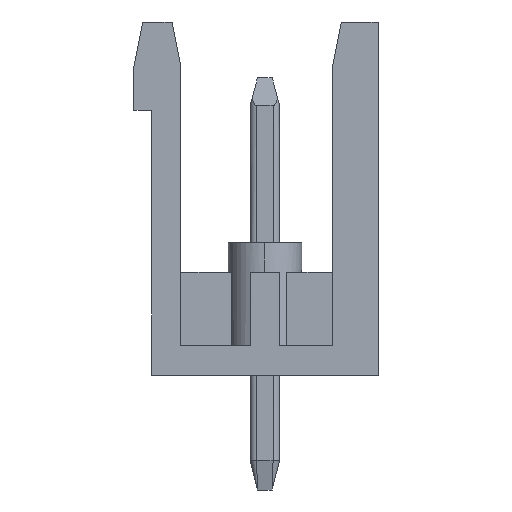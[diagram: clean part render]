
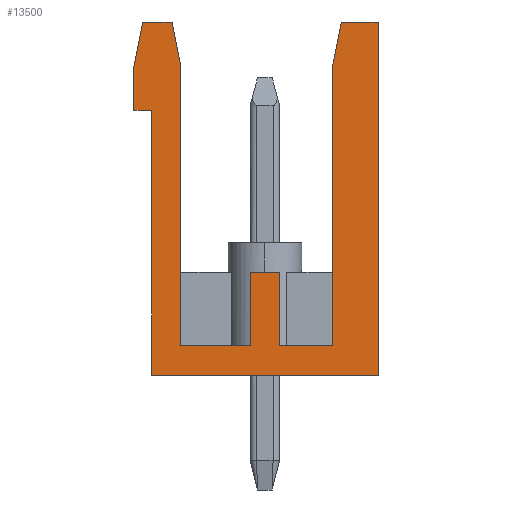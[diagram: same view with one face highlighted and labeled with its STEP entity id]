
A CAD part, left-side view. The second image highlights one B-rep face of the part: STEP entity #13500.
In plain terms, the highlighted planar face has unit normal (-1, 0, 0).
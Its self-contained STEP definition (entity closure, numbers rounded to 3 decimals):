
#11072=CARTESIAN_POINT('',(-25.4,-2.3,6.));
#11073=VERTEX_POINT('',#11072);
#11080=CARTESIAN_POINT('',(-25.4,-2.6,7.5));
#11081=VERTEX_POINT('',#11080);
#11082=CARTESIAN_POINT('',(-25.4,-2.3,6.));
#11083=DIRECTION('',(0.,-0.196,0.981));
#11084=VECTOR('',#11083,1.53);
#11085=LINE('',#11082,#11084);
#11086=EDGE_CURVE('',#11073,#11081,#11085,.T.);
#11104=CARTESIAN_POINT('',(-25.4,3.15,7.5));
#11105=VERTEX_POINT('',#11104);
#11112=CARTESIAN_POINT('',(-25.4,2.85,6.));
#11113=VERTEX_POINT('',#11112);
#11114=CARTESIAN_POINT('',(-25.4,3.15,7.5));
#11115=DIRECTION('',(0.,-0.196,-0.981));
#11116=VECTOR('',#11115,1.53);
#11117=LINE('',#11114,#11116);
#11118=EDGE_CURVE('',#11105,#11113,#11117,.T.);
#11817=CARTESIAN_POINT('',(-25.4,-2.3,-3.5));
#11818=VERTEX_POINT('',#11817);
#11825=CARTESIAN_POINT('',(-25.4,-2.3,-3.5));
#11826=DIRECTION('',(0.,0.,1.));
#11827=VECTOR('',#11826,9.5);
#11828=LINE('',#11825,#11827);
#11829=EDGE_CURVE('',#11818,#11073,#11828,.T.);
#11842=CARTESIAN_POINT('',(-25.4,-0.5,-3.5));
#11843=VERTEX_POINT('',#11842);
#11850=CARTESIAN_POINT('',(-25.4,-0.5,-3.5));
#11851=DIRECTION('',(0.,-1.,0.));
#11852=VECTOR('',#11851,1.8);
#11853=LINE('',#11850,#11852);
#11854=EDGE_CURVE('',#11843,#11818,#11853,.T.);
#11884=CARTESIAN_POINT('',(-25.4,-0.5,-1.));
#11885=VERTEX_POINT('',#11884);
#11892=CARTESIAN_POINT('',(-25.4,-0.5,-1.));
#11893=DIRECTION('',(0.,0.,-1.));
#11894=VECTOR('',#11893,2.5);
#11895=LINE('',#11892,#11894);
#11896=EDGE_CURVE('',#11885,#11843,#11895,.T.);
#11915=CARTESIAN_POINT('',(-25.4,0.5,-1.));
#11916=VERTEX_POINT('',#11915);
#11923=CARTESIAN_POINT('',(-25.4,0.5,-1.));
#11924=DIRECTION('',(0.,-1.,0.));
#11925=VECTOR('',#11924,1.);
#11926=LINE('',#11923,#11925);
#11927=EDGE_CURVE('',#11916,#11885,#11926,.T.);
#11956=CARTESIAN_POINT('',(-25.4,0.5,-3.5));
#11957=VERTEX_POINT('',#11956);
#11964=CARTESIAN_POINT('',(-25.4,0.5,-3.5));
#11965=DIRECTION('',(0.,0.,1.));
#11966=VECTOR('',#11965,2.5);
#11967=LINE('',#11964,#11966);
#11968=EDGE_CURVE('',#11957,#11916,#11967,.T.);
#11995=CARTESIAN_POINT('',(-25.4,2.85,-3.5));
#11996=VERTEX_POINT('',#11995);
#12003=CARTESIAN_POINT('',(-25.4,2.85,-3.5));
#12004=DIRECTION('',(0.,-1.,0.));
#12005=VECTOR('',#12004,2.35);
#12006=LINE('',#12003,#12005);
#12007=EDGE_CURVE('',#11996,#11957,#12006,.T.);
#12050=CARTESIAN_POINT('',(-25.4,2.85,6.));
#12051=DIRECTION('',(0.,0.,-1.));
#12052=VECTOR('',#12051,9.5);
#12053=LINE('',#12050,#12052);
#12054=EDGE_CURVE('',#11113,#11996,#12053,.T.);
#13405=CARTESIAN_POINT('',(-25.4,4.45,6.));
#13406=VERTEX_POINT('',#13405);
#13413=CARTESIAN_POINT('',(-25.4,4.15,7.5));
#13414=VERTEX_POINT('',#13413);
#13415=CARTESIAN_POINT('',(-25.4,4.45,6.));
#13416=DIRECTION('',(0.,-0.196,0.981));
#13417=VECTOR('',#13416,1.53);
#13418=LINE('',#13415,#13417);
#13419=EDGE_CURVE('',#13406,#13414,#13418,.T.);
#13431=CARTESIAN_POINT('',(-25.4,1.995,3.627));
#13432=DIRECTION('',(0.,0.,-1.));
#13433=DIRECTION('',(-1.,0.,0.));
#13434=AXIS2_PLACEMENT_3D('',#13431,#13433,#13432);
#13435=PLANE('',#13434);
#13436=CARTESIAN_POINT('',(-25.4,-3.85,7.5));
#13437=VERTEX_POINT('',#13436);
#13438=CARTESIAN_POINT('',(-25.4,-3.85,7.5));
#13439=DIRECTION('',(0.,1.,0.));
#13440=VECTOR('',#13439,1.25);
#13441=LINE('',#13438,#13440);
#13442=EDGE_CURVE('',#13437,#11081,#13441,.T.);
#13443=ORIENTED_EDGE('',*,*,#13442,.T.);
#13444=ORIENTED_EDGE('',*,*,#11086,.F.);
#13445=ORIENTED_EDGE('',*,*,#11829,.F.);
#13446=ORIENTED_EDGE('',*,*,#11854,.F.);
#13447=ORIENTED_EDGE('',*,*,#11896,.F.);
#13448=ORIENTED_EDGE('',*,*,#11927,.F.);
#13449=ORIENTED_EDGE('',*,*,#11968,.F.);
#13450=ORIENTED_EDGE('',*,*,#12007,.F.);
#13451=ORIENTED_EDGE('',*,*,#12054,.F.);
#13452=ORIENTED_EDGE('',*,*,#11118,.F.);
#13453=CARTESIAN_POINT('',(-25.4,3.15,7.5));
#13454=DIRECTION('',(0.,1.,0.));
#13455=VECTOR('',#13454,1.);
#13456=LINE('',#13453,#13455);
#13457=EDGE_CURVE('',#11105,#13414,#13456,.T.);
#13458=ORIENTED_EDGE('',*,*,#13457,.T.);
#13459=ORIENTED_EDGE('',*,*,#13419,.F.);
#13460=CARTESIAN_POINT('',(-25.4,4.45,4.5));
#13461=VERTEX_POINT('',#13460);
#13462=CARTESIAN_POINT('',(-25.4,4.45,6.));
#13463=DIRECTION('',(0.,0.,-1.));
#13464=VECTOR('',#13463,1.5);
#13465=LINE('',#13462,#13464);
#13466=EDGE_CURVE('',#13406,#13461,#13465,.T.);
#13467=ORIENTED_EDGE('',*,*,#13466,.T.);
#13468=CARTESIAN_POINT('',(-25.4,3.85,4.5));
#13469=VERTEX_POINT('',#13468);
#13470=CARTESIAN_POINT('',(-25.4,4.45,4.5));
#13471=DIRECTION('',(0.,-1.,0.));
#13472=VECTOR('',#13471,0.6);
#13473=LINE('',#13470,#13472);
#13474=EDGE_CURVE('',#13461,#13469,#13473,.T.);
#13475=ORIENTED_EDGE('',*,*,#13474,.T.);
#13476=CARTESIAN_POINT('',(-25.4,3.85,-4.5));
#13477=VERTEX_POINT('',#13476);
#13478=CARTESIAN_POINT('',(-25.4,3.85,4.5));
#13479=DIRECTION('',(0.,0.,-1.));
#13480=VECTOR('',#13479,9.);
#13481=LINE('',#13478,#13480);
#13482=EDGE_CURVE('',#13469,#13477,#13481,.T.);
#13483=ORIENTED_EDGE('',*,*,#13482,.T.);
#13484=CARTESIAN_POINT('',(-25.4,-3.85,-4.5));
#13485=VERTEX_POINT('',#13484);
#13486=CARTESIAN_POINT('',(-25.4,3.85,-4.5));
#13487=DIRECTION('',(0.,-1.,0.));
#13488=VECTOR('',#13487,7.7);
#13489=LINE('',#13486,#13488);
#13490=EDGE_CURVE('',#13477,#13485,#13489,.T.);
#13491=ORIENTED_EDGE('',*,*,#13490,.T.);
#13492=CARTESIAN_POINT('',(-25.4,-3.85,-4.5));
#13493=DIRECTION('',(0.,0.,1.));
#13494=VECTOR('',#13493,12.);
#13495=LINE('',#13492,#13494);
#13496=EDGE_CURVE('',#13485,#13437,#13495,.T.);
#13497=ORIENTED_EDGE('',*,*,#13496,.T.);
#13498=EDGE_LOOP('',(#13443,#13444,#13445,#13446,#13447,#13448,#13449,#13450,#13451,#13452,#13458,#13459,#13467,#13475,#13483,#13491,#13497));
#13499=FACE_OUTER_BOUND('',#13498,.T.);
#13500=ADVANCED_FACE('',(#13499),#13435,.T.);
